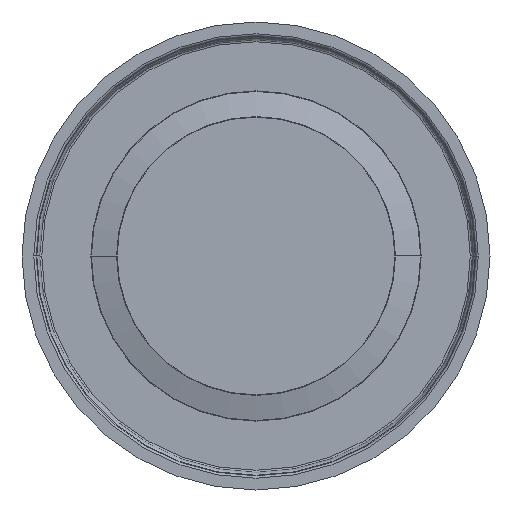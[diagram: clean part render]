
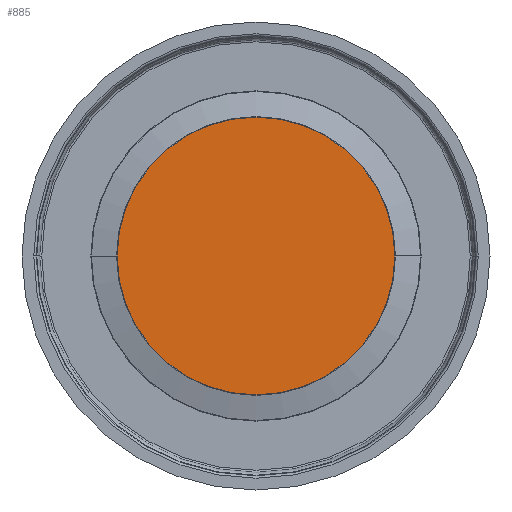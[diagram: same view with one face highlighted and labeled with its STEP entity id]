
A CAD part, front view. The second image highlights one B-rep face of the part: STEP entity #885.
In plain terms, the highlighted planar face has unit normal (0, -1, 0).
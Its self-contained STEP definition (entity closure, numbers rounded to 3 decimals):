
#788 = EDGE_CURVE ( 'NONE', #3487, #5651, #4207, .T. ) ;
#885 = ADVANCED_FACE ( 'NONE', ( #5382 ), #6694, .F. ) ;
#920 = DIRECTION ( 'NONE',  ( 0., -1., 0. ) ) ;
#1492 = CARTESIAN_POINT ( 'NONE',  ( 0., 20., 0. ) ) ;
#3051 = ORIENTED_EDGE ( 'NONE', *, *, #788, .T. ) ;
#3101 = ORIENTED_EDGE ( 'NONE', *, *, #5274, .T. ) ;
#3487 = VERTEX_POINT ( 'NONE', #7049 ) ;
#3506 = AXIS2_PLACEMENT_3D ( 'NONE', #5465, #920, #7298 ) ;
#3678 = CARTESIAN_POINT ( 'NONE',  ( -20.092, 20., 0. ) ) ;
#4207 = CIRCLE ( 'NONE', #7492, 20.092 ) ;
#4237 = EDGE_LOOP ( 'NONE', ( #3101, #3051 ) ) ;
#4554 = CARTESIAN_POINT ( 'NONE',  ( 0., 20., 0. ) ) ;
#4930 = DIRECTION ( 'NONE',  ( -1., 0., 0. ) ) ;
#5274 = EDGE_CURVE ( 'NONE', #5651, #3487, #5685, .T. ) ;
#5295 = AXIS2_PLACEMENT_3D ( 'NONE', #1492, #5460, #4930 ) ;
#5382 = FACE_OUTER_BOUND ( 'NONE', #4237, .T. ) ;
#5460 = DIRECTION ( 'NONE',  ( 0., 1., 0. ) ) ;
#5465 = CARTESIAN_POINT ( 'NONE',  ( 0., 20., 0. ) ) ;
#5651 = VERTEX_POINT ( 'NONE', #3678 ) ;
#5685 = CIRCLE ( 'NONE', #3506, 20.092 ) ;
#6694 = PLANE ( 'NONE',  #5295 ) ;
#6810 = DIRECTION ( 'NONE',  ( 0., -1., 0. ) ) ;
#7049 = CARTESIAN_POINT ( 'NONE',  ( 20.092, 20., 0. ) ) ;
#7298 = DIRECTION ( 'NONE',  ( -1., 0., 0. ) ) ;
#7418 = DIRECTION ( 'NONE',  ( -1., 0., 0. ) ) ;
#7492 = AXIS2_PLACEMENT_3D ( 'NONE', #4554, #6810, #7418 ) ;
